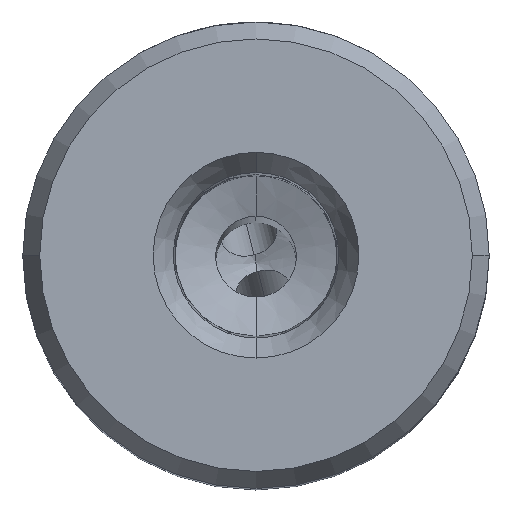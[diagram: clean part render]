
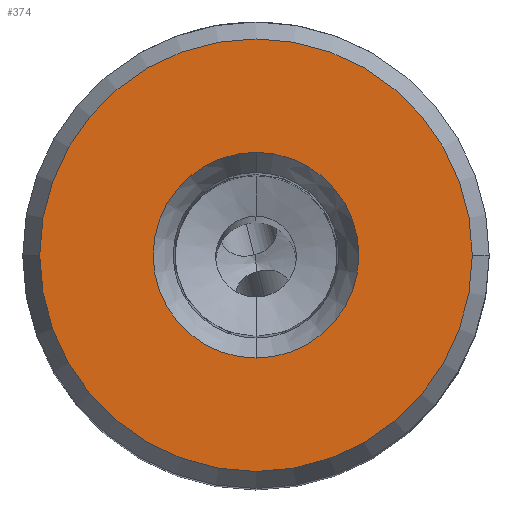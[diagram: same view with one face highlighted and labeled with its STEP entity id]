
A CAD part, top view. The second image highlights one B-rep face of the part: STEP entity #374.
In plain terms, the highlighted planar face has unit normal (0, 0, 1).
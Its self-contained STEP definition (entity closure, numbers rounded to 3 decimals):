
#118=FACE_BOUND('',#731,.T.);
#119=FACE_BOUND('',#732,.T.);
#127=PLANE('',#3308);
#374=ADVANCED_FACE('',(#118,#119),#127,.T.);
#731=EDGE_LOOP('',(#1028,#1029));
#732=EDGE_LOOP('',(#1030,#1031));
#911=CIRCLE('',#3302,14.72);
#912=CIRCLE('',#3304,14.72);
#913=CIRCLE('',#3306,7.);
#914=CIRCLE('',#3307,7.);
#1028=ORIENTED_EDGE('',*,*,#2360,.F.);
#1029=ORIENTED_EDGE('',*,*,#2361,.F.);
#1030=ORIENTED_EDGE('',*,*,#2357,.F.);
#1031=ORIENTED_EDGE('',*,*,#2359,.F.);
#2016=VERTEX_POINT('',#4110);
#2017=VERTEX_POINT('',#4112);
#2018=VERTEX_POINT('',#4118);
#2019=VERTEX_POINT('',#4119);
#2357=EDGE_CURVE('',#2016,#2017,#911,.T.);
#2359=EDGE_CURVE('',#2017,#2016,#912,.T.);
#2360=EDGE_CURVE('',#2018,#2019,#913,.T.);
#2361=EDGE_CURVE('',#2019,#2018,#914,.T.);
#3302=AXIS2_PLACEMENT_3D('',#4111,#3560,#3561);
#3304=AXIS2_PLACEMENT_3D('',#4115,#3565,#3566);
#3306=AXIS2_PLACEMENT_3D('',#4117,#3569,#3570);
#3307=AXIS2_PLACEMENT_3D('',#4120,#3571,#3572);
#3308=AXIS2_PLACEMENT_3D('',#4121,#3573,#3574);
#3560=DIRECTION('',(0.,0.,-1.));
#3561=DIRECTION('',(1.,0.,0.));
#3565=DIRECTION('',(0.,0.,-1.));
#3566=DIRECTION('',(-1.,0.,0.));
#3569=DIRECTION('',(0.,0.,1.));
#3570=DIRECTION('',(0.,1.,0.));
#3571=DIRECTION('',(0.,0.,1.));
#3572=DIRECTION('',(0.,-1.,0.));
#3573=DIRECTION('',(0.,0.,1.));
#3574=DIRECTION('',(-1.,0.,0.));
#4110=CARTESIAN_POINT('',(14.72,0.,30.2));
#4111=CARTESIAN_POINT('',(0.,0.,30.2));
#4112=CARTESIAN_POINT('',(-14.72,0.,30.2));
#4115=CARTESIAN_POINT('',(0.,0.,30.2));
#4117=CARTESIAN_POINT('',(0.,0.,30.2));
#4118=CARTESIAN_POINT('',(0.,7.,30.2));
#4119=CARTESIAN_POINT('',(0.,-7.,30.2));
#4120=CARTESIAN_POINT('',(0.,0.,30.2));
#4121=CARTESIAN_POINT('',(0.,0.,30.2));
